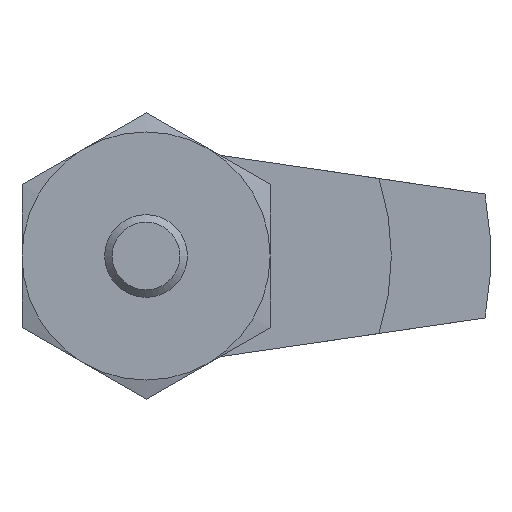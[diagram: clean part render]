
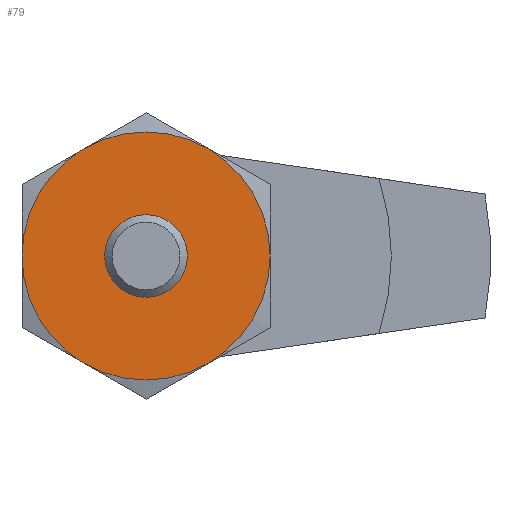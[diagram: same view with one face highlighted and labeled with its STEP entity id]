
A CAD part, front view. The second image highlights one B-rep face of the part: STEP entity #79.
In plain terms, the highlighted planar face has unit normal (0, -1, 0).
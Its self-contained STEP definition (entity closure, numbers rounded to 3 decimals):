
#79 = ADVANCED_FACE( '', ( #195, #196 ), #197, .F. );
#195 = FACE_BOUND( '', #358, .T. );
#196 = FACE_OUTER_BOUND( '', #359, .T. );
#197 = PLANE( '', #360 );
#358 = EDGE_LOOP( '', ( #536 ) );
#359 = EDGE_LOOP( '', ( #537, #538, #539, #540, #541, #542 ) );
#360 = AXIS2_PLACEMENT_3D( '', #543, #544, #545 );
#536 = ORIENTED_EDGE( '', *, *, #894, .F. );
#537 = ORIENTED_EDGE( '', *, *, #895, .T. );
#538 = ORIENTED_EDGE( '', *, *, #896, .T. );
#539 = ORIENTED_EDGE( '', *, *, #897, .T. );
#540 = ORIENTED_EDGE( '', *, *, #898, .T. );
#541 = ORIENTED_EDGE( '', *, *, #899, .T. );
#542 = ORIENTED_EDGE( '', *, *, #900, .T. );
#543 = CARTESIAN_POINT( '', ( 18., 0., 0. ) );
#544 = DIRECTION( '', ( 0., 1., 0. ) );
#545 = DIRECTION( '', ( 0., 0., 1. ) );
#894 = EDGE_CURVE( '', #1050, #1050, #1051, .T. );
#895 = EDGE_CURVE( '', #1052, #1013, #1053, .T. );
#896 = EDGE_CURVE( '', #1013, #1054, #1055, .T. );
#897 = EDGE_CURVE( '', #1054, #1056, #1057, .T. );
#898 = EDGE_CURVE( '', #1056, #1058, #1059, .T. );
#899 = EDGE_CURVE( '', #1058, #1060, #1061, .T. );
#900 = EDGE_CURVE( '', #1060, #1052, #1062, .T. );
#1013 = VERTEX_POINT( '', #1213 );
#1050 = VERTEX_POINT( '', #1293 );
#1051 = CIRCLE( '', #1294, 4.7 );
#1052 = VERTEX_POINT( '', #1295 );
#1053 = CIRCLE( '', #1296, 18. );
#1054 = VERTEX_POINT( '', #1297 );
#1055 = CIRCLE( '', #1298, 18. );
#1056 = VERTEX_POINT( '', #1299 );
#1057 = CIRCLE( '', #1300, 18. );
#1058 = VERTEX_POINT( '', #1301 );
#1059 = CIRCLE( '', #1302, 18. );
#1060 = VERTEX_POINT( '', #1303 );
#1061 = CIRCLE( '', #1304, 18. );
#1062 = CIRCLE( '', #1305, 18. );
#1213 = CARTESIAN_POINT( '', ( 18., 0., 0. ) );
#1293 = CARTESIAN_POINT( '', ( 0., 0., -4.7 ) );
#1294 = AXIS2_PLACEMENT_3D( '', #1604, #1605, #1606 );
#1295 = CARTESIAN_POINT( '', ( 9., 0., -15.588 ) );
#1296 = AXIS2_PLACEMENT_3D( '', #1607, #1608, #1609 );
#1297 = CARTESIAN_POINT( '', ( 9., 0., 15.588 ) );
#1298 = AXIS2_PLACEMENT_3D( '', #1610, #1611, #1612 );
#1299 = CARTESIAN_POINT( '', ( -9., 0., 15.588 ) );
#1300 = AXIS2_PLACEMENT_3D( '', #1613, #1614, #1615 );
#1301 = CARTESIAN_POINT( '', ( -18., 0., 0. ) );
#1302 = AXIS2_PLACEMENT_3D( '', #1616, #1617, #1618 );
#1303 = CARTESIAN_POINT( '', ( -9., 0., -15.588 ) );
#1304 = AXIS2_PLACEMENT_3D( '', #1619, #1620, #1621 );
#1305 = AXIS2_PLACEMENT_3D( '', #1622, #1623, #1624 );
#1604 = CARTESIAN_POINT( '', ( 0., 0., 0. ) );
#1605 = DIRECTION( '', ( 0., -1., 0. ) );
#1606 = DIRECTION( '', ( 0., 0., -1. ) );
#1607 = CARTESIAN_POINT( '', ( 0., 0., 0. ) );
#1608 = DIRECTION( '', ( 0., -1., 0. ) );
#1609 = DIRECTION( '', ( 0., 0., -1. ) );
#1610 = CARTESIAN_POINT( '', ( 0., 0., 0. ) );
#1611 = DIRECTION( '', ( 0., -1., 0. ) );
#1612 = DIRECTION( '', ( 0., 0., -1. ) );
#1613 = CARTESIAN_POINT( '', ( 0., 0., 0. ) );
#1614 = DIRECTION( '', ( 0., -1., 0. ) );
#1615 = DIRECTION( '', ( 0., 0., -1. ) );
#1616 = CARTESIAN_POINT( '', ( 0., 0., 0. ) );
#1617 = DIRECTION( '', ( 0., -1., 0. ) );
#1618 = DIRECTION( '', ( 0., 0., -1. ) );
#1619 = CARTESIAN_POINT( '', ( 0., 0., 0. ) );
#1620 = DIRECTION( '', ( 0., -1., 0. ) );
#1621 = DIRECTION( '', ( 0., 0., -1. ) );
#1622 = CARTESIAN_POINT( '', ( 0., 0., 0. ) );
#1623 = DIRECTION( '', ( 0., -1., 0. ) );
#1624 = DIRECTION( '', ( 0., 0., -1. ) );
